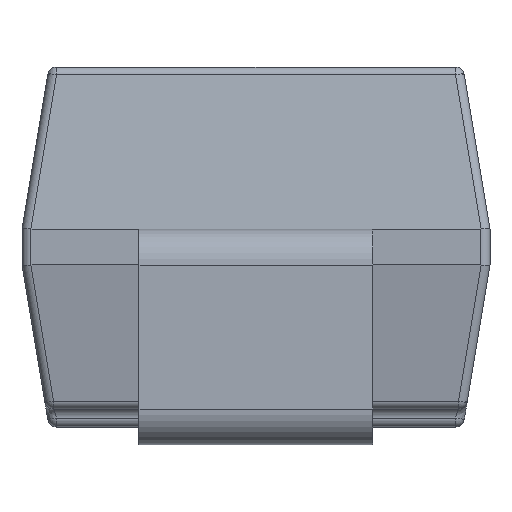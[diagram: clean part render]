
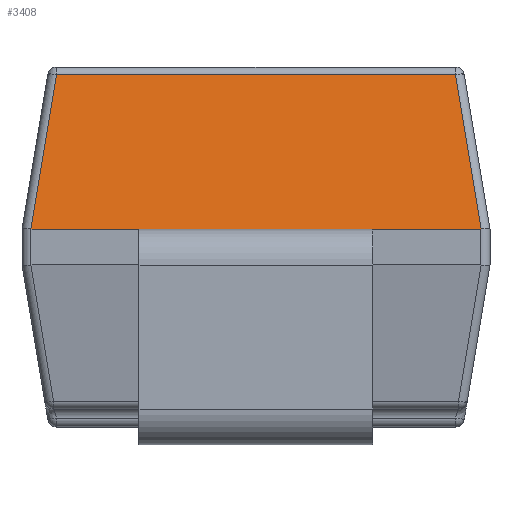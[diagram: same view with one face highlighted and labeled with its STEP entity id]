
A CAD part, left-side view. The second image highlights one B-rep face of the part: STEP entity #3408.
In plain terms, the highlighted planar face has unit normal (-0.986, 0, 0.164).
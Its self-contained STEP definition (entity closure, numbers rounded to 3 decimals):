
#713 = VECTOR ( 'NONE', #12129, 1000. ) ;
#1948 = EDGE_CURVE ( 'NONE', #4858, #13865, #16177, .T. ) ;
#3028 = EDGE_CURVE ( 'NONE', #14500, #8916, #6725, .T. ) ;
#3408 = ADVANCED_FACE ( 'NONE', ( #5790 ), #4181, .T. ) ;
#4012 =( BOUNDED_CURVE ( )  B_SPLINE_CURVE ( 3, ( #12561, #19284, #11115, #20693 ),
 .UNSPECIFIED., .F., .F. ) 
 B_SPLINE_CURVE_WITH_KNOTS ( ( 4, 4 ),
 ( 3.142, 3.155 ),
 .UNSPECIFIED. ) 
 CURVE ( )  GEOMETRIC_REPRESENTATION_ITEM ( )  RATIONAL_B_SPLINE_CURVE ( ( 1., 1., 1., 1. ) ) 
 REPRESENTATION_ITEM ( '' )  );
#4181 = PLANE ( 'NONE',  #10177 ) ;
#4439 = ORIENTED_EDGE ( 'NONE', *, *, #3028, .F. ) ;
#4858 = VERTEX_POINT ( 'NONE', #17748 ) ;
#4928 = DIRECTION ( 'NONE',  ( 0., 1., 0. ) ) ;
#4946 = VECTOR ( 'NONE', #13476, 1000. ) ;
#5250 = CARTESIAN_POINT ( 'NONE',  ( -2.15, -0.65, 1.1 ) ) ;
#5323 =( BOUNDED_CURVE ( )  B_SPLINE_CURVE ( 3, ( #21515, #16736, #21647, #18361 ),
 .UNSPECIFIED., .F., .T. ) 
 B_SPLINE_CURVE_WITH_KNOTS ( ( 4, 4 ),
 ( 3.128, 3.142 ),
 .UNSPECIFIED. ) 
 CURVE ( )  GEOMETRIC_REPRESENTATION_ITEM ( )  RATIONAL_B_SPLINE_CURVE ( ( 1., 1., 1., 1. ) ) 
 REPRESENTATION_ITEM ( '' )  );
#5356 = CARTESIAN_POINT ( 'NONE',  ( -2.15, -0.65, 1.1 ) ) ;
#5790 = FACE_OUTER_BOUND ( 'NONE', #16247, .T. ) ;
#6725 = LINE ( 'NONE', #11823, #8556 ) ;
#6843 = CARTESIAN_POINT ( 'NONE',  ( -2.15, 1.3, 1.1 ) ) ;
#7056 = ORIENTED_EDGE ( 'NONE', *, *, #8457, .F. ) ;
#7555 = DIRECTION ( 'NONE',  ( -0.986, 0., 0.164 ) ) ;
#7587 = CARTESIAN_POINT ( 'NONE',  ( -2.15, 1.251, 1.1 ) ) ;
#8026 = EDGE_CURVE ( 'NONE', #21544, #9903, #20876, .T. ) ;
#8457 = EDGE_CURVE ( 'NONE', #8916, #16900, #10472, .T. ) ;
#8556 = VECTOR ( 'NONE', #4928, 1000. ) ;
#8560 = VECTOR ( 'NONE', #9424, 1000. ) ;
#8565 = EDGE_CURVE ( 'NONE', #14500, #21544, #4012, .T. ) ;
#8916 = VERTEX_POINT ( 'NONE', #5250 ) ;
#9424 = DIRECTION ( 'NONE',  ( -0.162, 0.162, -0.973 ) ) ;
#9903 = VERTEX_POINT ( 'NONE', #21243 ) ;
#10164 = CARTESIAN_POINT ( 'NONE',  ( -2.15, -1.251, 1.1 ) ) ;
#10177 = AXIS2_PLACEMENT_3D ( 'NONE', #14377, #7555, #11274 ) ;
#10472 = LINE ( 'NONE', #5356, #713 ) ;
#11115 = CARTESIAN_POINT ( 'NONE',  ( -2.15, -1.25, 1.1 ) ) ;
#11274 = DIRECTION ( 'NONE',  ( 0., 1., 0. ) ) ;
#11404 = CARTESIAN_POINT ( 'NONE',  ( -1.971, 1.072, 2.174 ) ) ;
#11445 = ORIENTED_EDGE ( 'NONE', *, *, #15600, .T. ) ;
#11823 = CARTESIAN_POINT ( 'NONE',  ( -2.15, 1.3, 1.1 ) ) ;
#12129 = DIRECTION ( 'NONE',  ( 0., 1., 0. ) ) ;
#12561 = CARTESIAN_POINT ( 'NONE',  ( -2.15, -1.25, 1.1 ) ) ;
#13476 = DIRECTION ( 'NONE',  ( 0., 1., 0. ) ) ;
#13865 = VERTEX_POINT ( 'NONE', #7587 ) ;
#14377 = CARTESIAN_POINT ( 'NONE',  ( -2., 0., 2. ) ) ;
#14500 = VERTEX_POINT ( 'NONE', #15762 ) ;
#14643 = ORIENTED_EDGE ( 'NONE', *, *, #16988, .F. ) ;
#15032 = ORIENTED_EDGE ( 'NONE', *, *, #8565, .T. ) ;
#15225 = VECTOR ( 'NONE', #17496, 1000. ) ;
#15600 = EDGE_CURVE ( 'NONE', #9903, #4858, #16359, .T. ) ;
#15762 = CARTESIAN_POINT ( 'NONE',  ( -2.15, -1.25, 1.1 ) ) ;
#16177 = LINE ( 'NONE', #11404, #8560 ) ;
#16247 = EDGE_LOOP ( 'NONE', ( #18668, #20388, #14643, #7056, #4439, #15032, #19266, #11445 ) ) ;
#16359 = LINE ( 'NONE', #21442, #20117 ) ;
#16700 = LINE ( 'NONE', #6843, #4946 ) ;
#16736 = CARTESIAN_POINT ( 'NONE',  ( -2.15, 1.25, 1.1 ) ) ;
#16900 = VERTEX_POINT ( 'NONE', #17390 ) ;
#16988 = EDGE_CURVE ( 'NONE', #16900, #19343, #16700, .T. ) ;
#17390 = CARTESIAN_POINT ( 'NONE',  ( -2.15, 0.65, 1.1 ) ) ;
#17496 = DIRECTION ( 'NONE',  ( 0.162, 0.162, 0.973 ) ) ;
#17695 = CARTESIAN_POINT ( 'NONE',  ( -1.971, -1.072, 2.174 ) ) ;
#17748 = CARTESIAN_POINT ( 'NONE',  ( -2.007, 1.108, 1.958 ) ) ;
#17859 = EDGE_CURVE ( 'NONE', #13865, #19343, #5323, .T. ) ;
#18361 = CARTESIAN_POINT ( 'NONE',  ( -2.15, 1.25, 1.1 ) ) ;
#18668 = ORIENTED_EDGE ( 'NONE', *, *, #1948, .T. ) ;
#19266 = ORIENTED_EDGE ( 'NONE', *, *, #8026, .T. ) ;
#19284 = CARTESIAN_POINT ( 'NONE',  ( -2.15, -1.25, 1.1 ) ) ;
#19343 = VERTEX_POINT ( 'NONE', #19651 ) ;
#19651 = CARTESIAN_POINT ( 'NONE',  ( -2.15, 1.25, 1.1 ) ) ;
#20117 = VECTOR ( 'NONE', #20438, 1000. ) ;
#20388 = ORIENTED_EDGE ( 'NONE', *, *, #17859, .T. ) ;
#20438 = DIRECTION ( 'NONE',  ( 0., 1., 0. ) ) ;
#20693 = CARTESIAN_POINT ( 'NONE',  ( -2.15, -1.251, 1.1 ) ) ;
#20876 = LINE ( 'NONE', #17695, #15225 ) ;
#21243 = CARTESIAN_POINT ( 'NONE',  ( -2.007, -1.108, 1.958 ) ) ;
#21442 = CARTESIAN_POINT ( 'NONE',  ( -2.007, 1.15, 1.958 ) ) ;
#21515 = CARTESIAN_POINT ( 'NONE',  ( -2.15, 1.251, 1.1 ) ) ;
#21544 = VERTEX_POINT ( 'NONE', #10164 ) ;
#21647 = CARTESIAN_POINT ( 'NONE',  ( -2.15, 1.25, 1.1 ) ) ;
